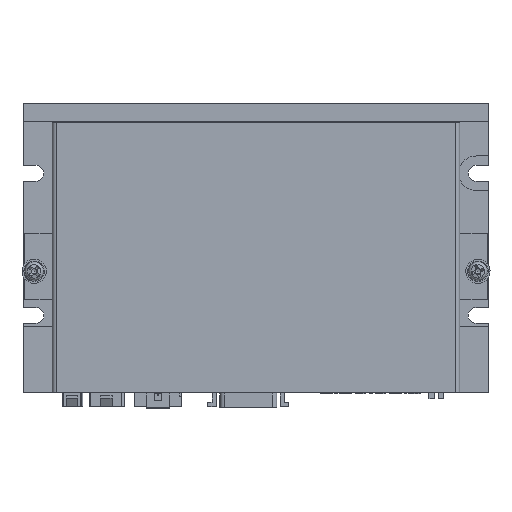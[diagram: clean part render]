
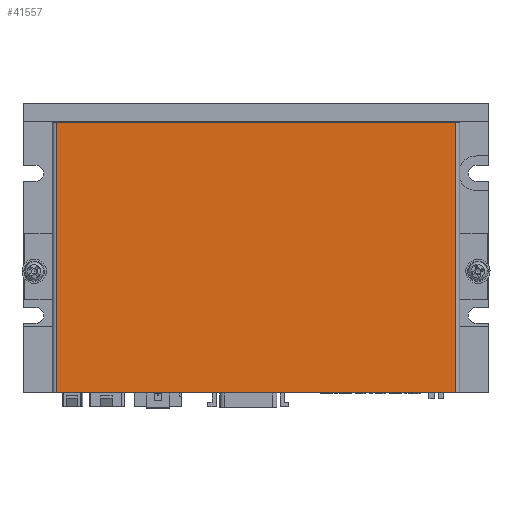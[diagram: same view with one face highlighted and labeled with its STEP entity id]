
A CAD part, top view. The second image highlights one B-rep face of the part: STEP entity #41557.
In plain terms, the highlighted planar face has unit normal (0, 0, 1).
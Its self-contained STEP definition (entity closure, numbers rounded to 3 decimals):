
#460=PLANE('',#43900);
#4225=FACE_OUTER_BOUND('',#6439,.T.);
#6439=EDGE_LOOP('',(#30199,#30200,#30201,#30202));
#9056=LINE('',#60006,#13643);
#9065=LINE('',#60027,#13652);
#9076=LINE('',#60050,#13663);
#9077=LINE('',#60051,#13664);
#13643=VECTOR('',#48294,1000.);
#13652=VECTOR('',#48307,1000.);
#13663=VECTOR('',#48326,1000.);
#13664=VECTOR('',#48327,1000.);
#19455=VERTEX_POINT('',#60003);
#19456=VERTEX_POINT('',#60005);
#19465=VERTEX_POINT('',#60025);
#19466=VERTEX_POINT('',#60026);
#23596=EDGE_CURVE('',#19456,#19455,#9056,.T.);
#23606=EDGE_CURVE('',#19465,#19466,#9065,.T.);
#23619=EDGE_CURVE('',#19455,#19466,#9076,.T.);
#23620=EDGE_CURVE('',#19465,#19456,#9077,.T.);
#30199=ORIENTED_EDGE('',*,*,#23596,.T.);
#30200=ORIENTED_EDGE('',*,*,#23619,.T.);
#30201=ORIENTED_EDGE('',*,*,#23606,.F.);
#30202=ORIENTED_EDGE('',*,*,#23620,.T.);
#41557=ADVANCED_FACE('',(#4225),#460,.T.);
#43900=AXIS2_PLACEMENT_3D('',#60049,#48324,#48325);
#48294=DIRECTION('',(1.,0.,0.));
#48307=DIRECTION('',(1.,0.,0.));
#48324=DIRECTION('center_axis',(0.,0.,1.));
#48325=DIRECTION('ref_axis',(1.,0.,0.));
#48326=DIRECTION('',(0.,1.,0.));
#48327=DIRECTION('',(0.,-1.,0.));
#60003=CARTESIAN_POINT('',(56.275,-45.704,147.));
#60005=CARTESIAN_POINT('',(-58.825,-45.704,147.));
#60006=CARTESIAN_POINT('',(-60.025,-45.704,147.));
#60025=CARTESIAN_POINT('',(-58.825,32.296,147.));
#60026=CARTESIAN_POINT('',(56.275,32.296,147.));
#60027=CARTESIAN_POINT('',(-60.025,32.296,147.));
#60049=CARTESIAN_POINT('Origin',(-60.025,32.296,147.));
#60050=CARTESIAN_POINT('',(56.275,32.296,147.));
#60051=CARTESIAN_POINT('',(-58.825,32.296,147.));
